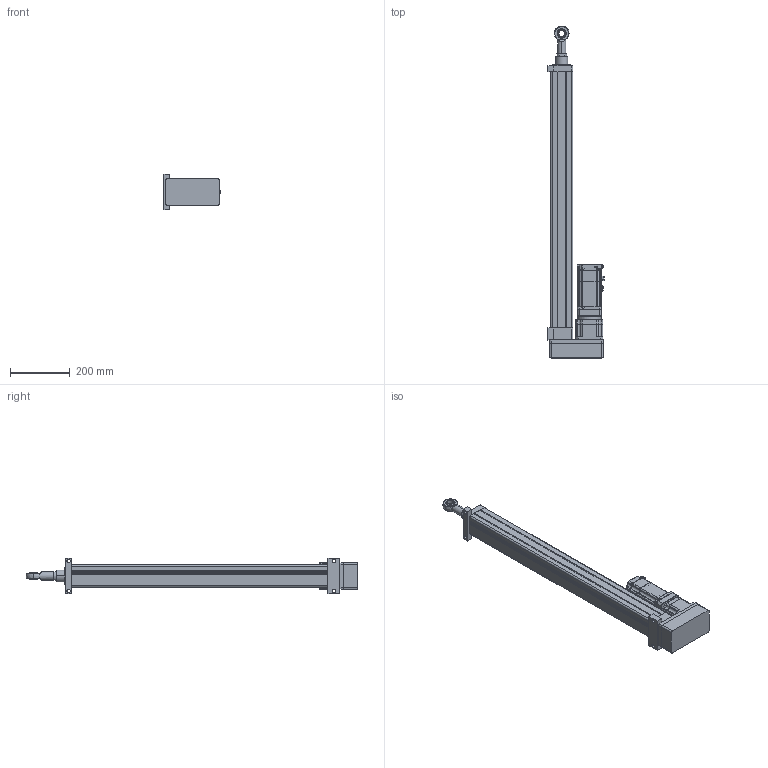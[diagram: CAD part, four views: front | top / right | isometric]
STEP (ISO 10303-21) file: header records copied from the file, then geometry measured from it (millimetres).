
FILE_DESCRIPTION (( 'STEP AP203' ), '1' );
FILE_NAME ('RLA75-10QX-12.7KN-R750-50mm-s.STEP', '2025-01-14T08:42:21', ( '微软用户' ), ( '微软中国' ), 'SwSTEP 2.0', 'SolidWorks 2022', '' );
FILE_SCHEMA (( 'CONFIG_CONTROL_DESIGN' ));
Length unit declared in the file: millimetre
Products named in the file (21): V7E-M08A-R7530-□2L; ______ ISO 4762 M4 x12--202012210619.STEP; E08B103AF1.STEP; ____ D00B999YF5-TC 20-30-5-10619.STEP; ______ ____   C 6x6x25 __M3__________0619.STEP; 80#________-______.STEP; V7E-M08A-R7530-□2L.STEP; RLA75-10QX-12.7KN-R750-50mm-s; PGH90-L1-19-70-90-M6-A22; ______ ISO 4762 M3 x 12 --- 12N0619.STEP; SC40______________sc-mc7p-a6-zhichuxianchazuo0619.STEP; 80#________________0619.STEP; 40#______________1.STEP; 60-80____________-sc-mc6p-ac-goubanchazuo0619.STEP; 80#________0619.STEP; 80#__________0619.STEP; 75缸折叠750行程卧式安装; 80#____  42 1_D08B104B3.STEP; rebn-20; 750w______-____0619.STEP; ______ M4X16.STEP
Assembly tree (29 placements, depth 4):
  RLA75-10QX-12.7KN-R750-50mm-s
    75缸折叠750行程卧式安装
    rebn-20
    PGH90-L1-19-70-90-M6-A22
    V7E-M08A-R7530-□2L
      V7E-M08A-R7530-□2L.STEP
        80#________-______.STEP
        750w______-____0619.STEP
        80#________0619.STEP
        E08B103AF1.STEP
        60-80____________-sc-mc6p-ac-goubanchazuo0619.STEP
        ____ D00B999YF5-TC 20-30-5-10619.STEP
        ______ ____   C 6x6x25 __M3__________0619.STEP
        40#______________1.STEP
        80#________________0619.STEP
        80#__________0619.STEP
        SC40______________sc-mc7p-a6-zhichuxianchazuo0619.STEP
        ______ ISO 4762 M4 x12--202012210619.STEP  x4
        80#____  42 1_D08B104B3.STEP
        ______ ISO 4762 M3 x 12 --- 12N0619.STEP  x4
        ______ M4X16.STEP  x4
Bounding box: 187.5 x 1107 x 120 mm (x, y, z)
Volume: 4390275.7 mm3; surface area: 866436.6 mm2
Topology: 56 solids, 62 shells, 5210 faces, 12920 edges, 7839 vertices
Faces by surface type: plane 2259, cylinder 1825, bspline 567, cone 302, torus 188, sphere 69
Entity records: 189485 total; most frequent: CARTESIAN_POINT 71836, ORIENTED_EDGE 24388, DIRECTION 23593, EDGE_CURVE 12194, AXIS2_PLACEMENT_3D 8310, VERTEX_POINT 7542, VECTOR 6973, LINE 6973
